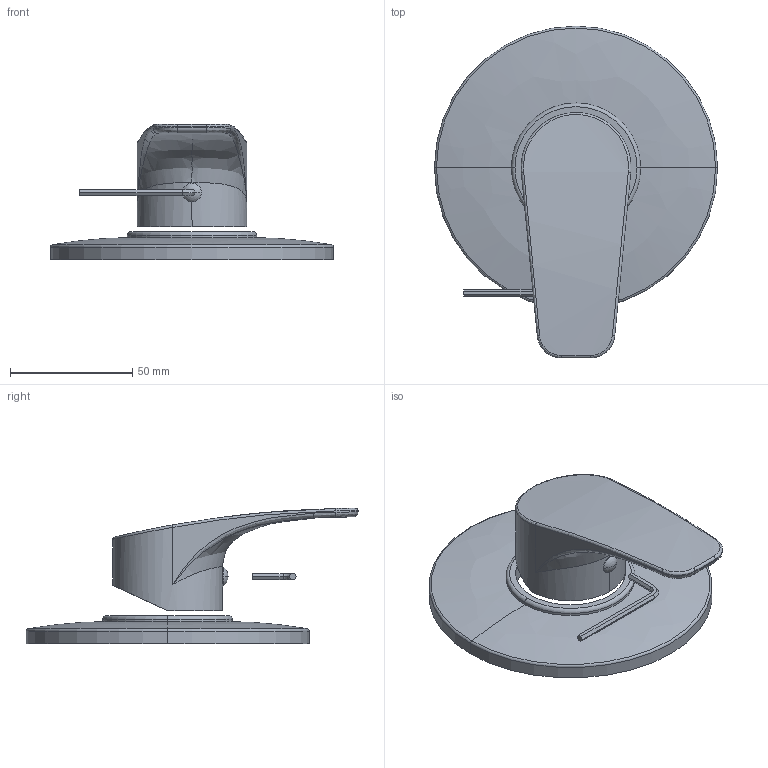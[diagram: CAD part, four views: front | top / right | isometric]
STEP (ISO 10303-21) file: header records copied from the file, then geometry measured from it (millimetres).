
FILE_DESCRIPTION((''),'2;1');
FILE_NAME('LM010CREST_ASM','2021-02-03T09:15:57',('stefano.gianpani'),('PAFFONI SpA'),'CREO PARAMETRIC BY PTC INC, 2020044','CREO PARAMETRIC BY PTC INC, 2020044','');
FILE_SCHEMA(('CONFIG_CONTROL_DESIGN','SHAPE_APPEARANCE_LAYERS_GROUPS'));
Length unit declared in the file: millimetre
Products named in the file (9): 4061274CR; 592305006A2I; TCF0691105CRRB; CHBR25; 8001114_ASM; 4061060CR; 2091099; 5007007CR_ASM; LM010CREST_ASM
Assembly tree (8 placements, depth 3):
  LM010CREST_ASM
    4061274CR
    8001114_ASM
      592305006A2I
      TCF0691105CRRB
      CHBR25
    5007007CR_ASM
      4061060CR
      2091099
Bounding box: 116 x 136 x 55.5 mm (x, y, z)
Volume: 41341.1 mm3; surface area: 43461.6 mm2
Topology: 6 solids, 8 shells, 173 faces, 402 edges, 245 vertices
Faces by surface type: plane 61, cylinder 54, bspline 29, cone 19, torus 6, sphere 4
Entity records: 9262 total; most frequent: CARTESIAN_POINT 3980, DIRECTION 799, ORIENTED_EDGE 792, PRESENTATION_STYLE_ASSIGNMENT 408, STYLED_ITEM 408, CURVE_STYLE 400, EDGE_CURVE 400, AXIS2_PLACEMENT_3D 309
